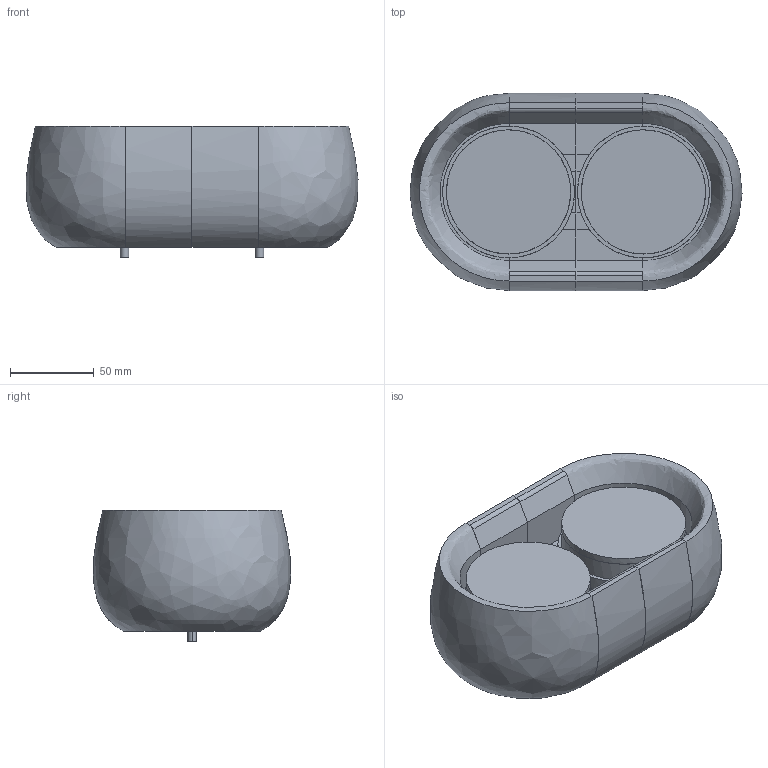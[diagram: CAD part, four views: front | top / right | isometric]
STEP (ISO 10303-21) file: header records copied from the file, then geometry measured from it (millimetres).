
FILE_DESCRIPTION(/* description */ (''),/* implementation_level */ '2;1');
FILE_NAME(/* name */ 'T455_Mysia_Soffitto_2Luci',/* time_stamp */ '2023-11-16T18:32:28+01:00',/* author */ (''),/* organization */ (''),/* preprocessor_version */ 'ST-DEVELOPER v16.5',/* originating_system */ 'Rhino 7.24',/* authorisation */ '');
FILE_SCHEMA (('CONFIG_CONTROL_DESIGN'));
Length unit declared in the file: millimetre
Products named in the file (1): Document
Bounding box: 197.97 x 117.77 x 78.68 mm (x, y, z)
Volume: 439122.2 mm3; surface area: 187228.9 mm2
Topology: 31 solids, 45 shells, 584 faces, 1390 edges, 902 vertices
Faces by surface type: plane 289, cylinder 233, bspline 62
Entity records: 16401 total; most frequent: CARTESIAN_POINT 7240, ORIENTED_EDGE 2617, EDGE_CURVE 1380, VERTEX_POINT 884, EDGE_LOOP 675, B_SPLINE_CURVE_WITH_KNOTS 585, ADVANCED_FACE 584, FACE_OUTER_BOUND 584
